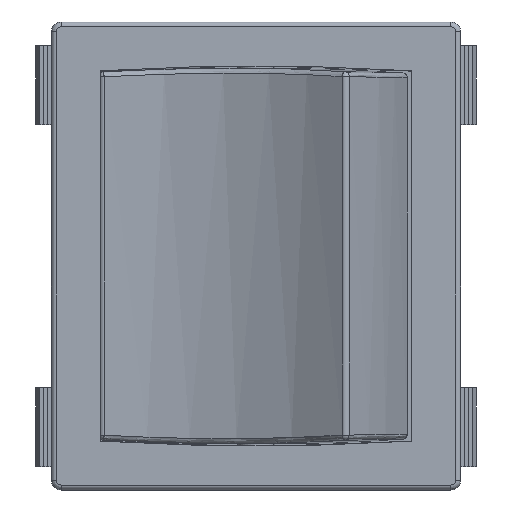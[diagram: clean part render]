
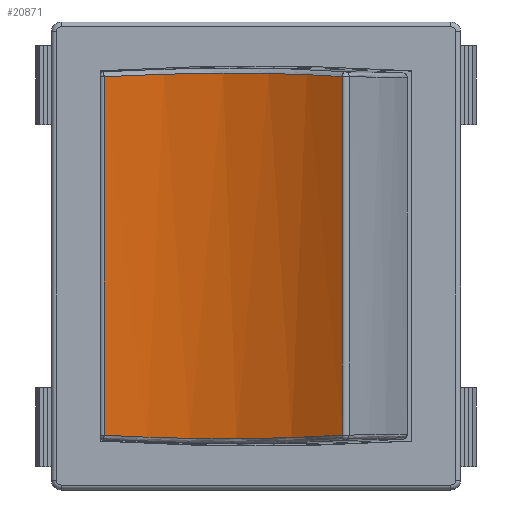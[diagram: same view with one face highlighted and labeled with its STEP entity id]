
A CAD part, top view. The second image highlights one B-rep face of the part: STEP entity #20871.
In plain terms, the highlighted cylindrical face has radius 18.314 mm (diameter 36.628 mm), a partial arc.
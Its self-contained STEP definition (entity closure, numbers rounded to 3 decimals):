
#830=B_SPLINE_CURVE_WITH_KNOTS('',3,(#35510,#35511,#35512,#35513,#35514),
 .UNSPECIFIED.,.F.,.F.,(4,1,4),(-1.476,-0.719,-0.151),
 .UNSPECIFIED.);
#831=B_SPLINE_CURVE_WITH_KNOTS('',3,(#35517,#35518,#35519,#35520,#35521),
 .UNSPECIFIED.,.F.,.F.,(4,1,4),(-1.476,-0.719,-0.151),
 .UNSPECIFIED.);
#2748=FACE_OUTER_BOUND('',#3926,.T.);
#3926=EDGE_LOOP('',(#19474,#19475,#19476,#19477));
#6349=LINE('',#35508,#8708);
#6350=LINE('',#35516,#8709);
#8708=VECTOR('',#25785,10.);
#8709=VECTOR('',#25786,10.);
#10722=VERTEX_POINT('',#35506);
#10723=VERTEX_POINT('',#35507);
#10724=VERTEX_POINT('',#35509);
#10725=VERTEX_POINT('',#35515);
#13666=EDGE_CURVE('',#10722,#10723,#6349,.T.);
#13667=EDGE_CURVE('',#10724,#10722,#830,.T.);
#13668=EDGE_CURVE('',#10725,#10724,#6350,.T.);
#13669=EDGE_CURVE('',#10723,#10725,#831,.T.);
#19474=ORIENTED_EDGE('',*,*,#13666,.F.);
#19475=ORIENTED_EDGE('',*,*,#13667,.F.);
#19476=ORIENTED_EDGE('',*,*,#13668,.F.);
#19477=ORIENTED_EDGE('',*,*,#13669,.F.);
#19829=CYLINDRICAL_SURFACE('',#21781,18.314);
#20871=ADVANCED_FACE('',(#2748),#19829,.F.);
#21781=AXIS2_PLACEMENT_3D('',#35505,#25783,#25784);
#25783=DIRECTION('center_axis',(0.,-1.,0.));
#25784=DIRECTION('ref_axis',(0.069,0.,0.998));
#25785=DIRECTION('',(0.,-1.,0.));
#25786=DIRECTION('',(0.,1.,0.));
#35505=CARTESIAN_POINT('Origin',(-6.798,0.,
35.627));
#35506=CARTESIAN_POINT('',(4.416,9.195,21.148));
#35507=CARTESIAN_POINT('',(4.416,-9.195,21.148));
#35508=CARTESIAN_POINT('',(4.416,0.,21.148));
#35509=CARTESIAN_POINT('',(-7.793,9.195,17.34));
#35510=CARTESIAN_POINT('Ctrl Pts',(-7.793,9.195,17.34));
#35511=CARTESIAN_POINT('Ctrl Pts',(-5.31,9.326,17.205));
#35512=CARTESIAN_POINT('Ctrl Pts',(-0.912,9.44,17.867));
#35513=CARTESIAN_POINT('Ctrl Pts',(2.942,9.293,20.006));
#35514=CARTESIAN_POINT('Ctrl Pts',(4.416,9.195,21.148));
#35515=CARTESIAN_POINT('',(-7.793,-9.195,17.34));
#35516=CARTESIAN_POINT('',(-7.793,0.,17.34));
#35517=CARTESIAN_POINT('Ctrl Pts',(4.416,-9.195,21.148));
#35518=CARTESIAN_POINT('Ctrl Pts',(2.45,-9.326,19.625));
#35519=CARTESIAN_POINT('Ctrl Pts',(-1.544,-9.44,
17.67));
#35520=CARTESIAN_POINT('Ctrl Pts',(-5.931,-9.293,
17.239));
#35521=CARTESIAN_POINT('Ctrl Pts',(-7.793,-9.195,17.34));
